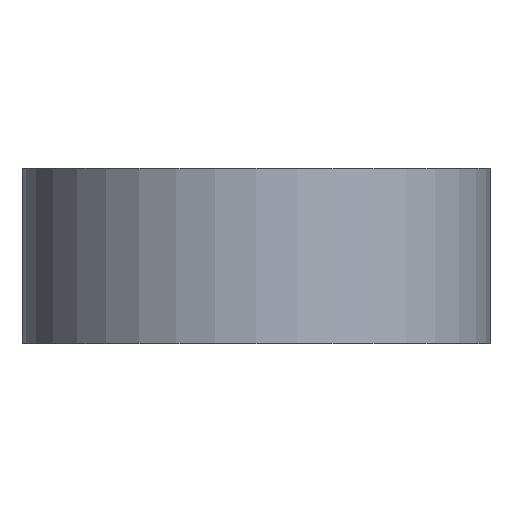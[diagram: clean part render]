
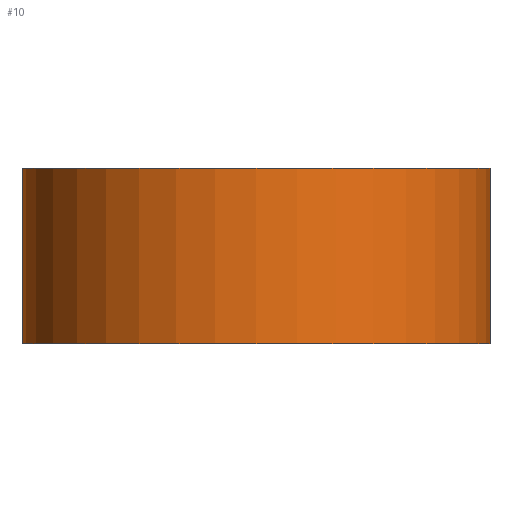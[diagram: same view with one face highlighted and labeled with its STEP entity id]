
A CAD part, front view. The second image highlights one B-rep face of the part: STEP entity #10.
In plain terms, the highlighted cylindrical face has radius 4 mm (diameter 8 mm), a partial arc.
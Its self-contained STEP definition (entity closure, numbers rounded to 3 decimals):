
#1 = VERTEX_POINT ( 'NONE', #242 ) ;
#10 = ADVANCED_FACE ( 'NONE', ( #346 ), #48, .T. ) ;
#12 = VECTOR ( 'NONE', #276, 1000. ) ;
#13 = CARTESIAN_POINT ( 'NONE',  ( -4., 0., 3. ) ) ;
#16 = CARTESIAN_POINT ( 'NONE',  ( 0., 0., 3. ) ) ;
#48 = CYLINDRICAL_SURFACE ( 'NONE', #119, 4. ) ;
#50 = DIRECTION ( 'NONE',  ( 0., 0., -1. ) ) ;
#53 = CARTESIAN_POINT ( 'NONE',  ( 0., 0., 3. ) ) ;
#64 = VERTEX_POINT ( 'NONE', #347 ) ;
#84 = EDGE_CURVE ( 'NONE', #210, #118, #112, .T. ) ;
#107 = DIRECTION ( 'NONE',  ( 1., 0., 0. ) ) ;
#112 = CIRCLE ( 'NONE', #204, 4. ) ;
#118 = VERTEX_POINT ( 'NONE', #380 ) ;
#119 = AXIS2_PLACEMENT_3D ( 'NONE', #16, #50, #169 ) ;
#138 = DIRECTION ( 'NONE',  ( 0., 0., -1. ) ) ;
#149 = ORIENTED_EDGE ( 'NONE', *, *, #161, .F. ) ;
#161 = EDGE_CURVE ( 'NONE', #118, #64, #229, .T. ) ;
#166 = AXIS2_PLACEMENT_3D ( 'NONE', #349, #224, #107 ) ;
#169 = DIRECTION ( 'NONE',  ( -1., 0., 0. ) ) ;
#174 = CARTESIAN_POINT ( 'NONE',  ( 4., 0., 3. ) ) ;
#177 = ORIENTED_EDGE ( 'NONE', *, *, #343, .T. ) ;
#190 = LINE ( 'NONE', #247, #12 ) ;
#204 = AXIS2_PLACEMENT_3D ( 'NONE', #53, #323, #289 ) ;
#205 = EDGE_LOOP ( 'NONE', ( #334, #149, #244, #177 ) ) ;
#210 = VERTEX_POINT ( 'NONE', #13 ) ;
#215 = EDGE_CURVE ( 'NONE', #1, #64, #287, .T. ) ;
#224 = DIRECTION ( 'NONE',  ( 0., 0., 1. ) ) ;
#229 = LINE ( 'NONE', #174, #355 ) ;
#242 = CARTESIAN_POINT ( 'NONE',  ( -4., 0., 0. ) ) ;
#244 = ORIENTED_EDGE ( 'NONE', *, *, #84, .F. ) ;
#247 = CARTESIAN_POINT ( 'NONE',  ( -4., 0., 3. ) ) ;
#276 = DIRECTION ( 'NONE',  ( 0., 0., -1. ) ) ;
#287 = CIRCLE ( 'NONE', #166, 4. ) ;
#289 = DIRECTION ( 'NONE',  ( 1., 0., 0. ) ) ;
#323 = DIRECTION ( 'NONE',  ( 0., 0., 1. ) ) ;
#334 = ORIENTED_EDGE ( 'NONE', *, *, #215, .T. ) ;
#343 = EDGE_CURVE ( 'NONE', #210, #1, #190, .T. ) ;
#346 = FACE_OUTER_BOUND ( 'NONE', #205, .T. ) ;
#347 = CARTESIAN_POINT ( 'NONE',  ( 4., 0., 0. ) ) ;
#349 = CARTESIAN_POINT ( 'NONE',  ( 0., 0., 0. ) ) ;
#355 = VECTOR ( 'NONE', #138, 1000. ) ;
#380 = CARTESIAN_POINT ( 'NONE',  ( 4., 0., 3. ) ) ;
